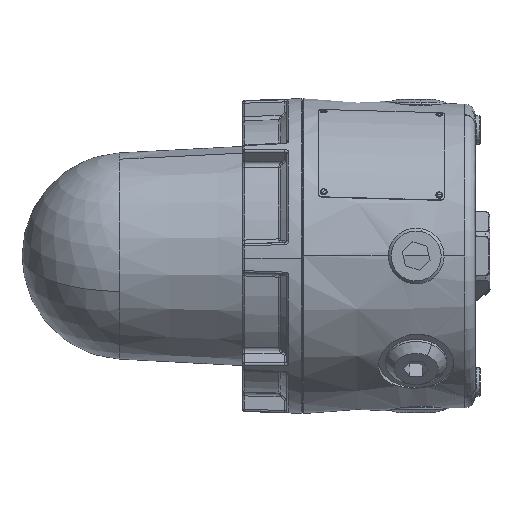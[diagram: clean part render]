
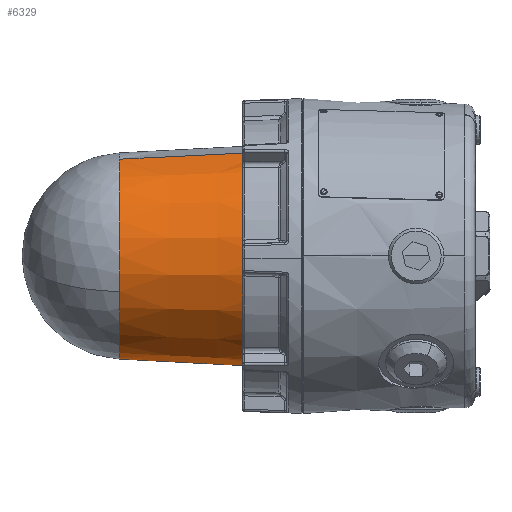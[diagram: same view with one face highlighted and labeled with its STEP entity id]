
A CAD part, left-side view. The second image highlights one B-rep face of the part: STEP entity #6329.
In plain terms, the highlighted conical face has half-angle 3 degrees and reference radius 49.061 mm.
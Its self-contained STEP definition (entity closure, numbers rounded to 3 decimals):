
#935 = EDGE_CURVE ( 'NONE', #16521, #20165, #50010, .T. ) ;
#2064 = DIRECTION ( 'NONE',  ( 0., 1., 0. ) ) ;
#3784 = DIRECTION ( 'NONE',  ( 0., 0., 1. ) ) ;
#6139 = VECTOR ( 'NONE', #46372, 1000. ) ;
#6329 = ADVANCED_FACE ( 'NONE', ( #47603 ), #10854, .T. ) ;
#8407 = DIRECTION ( 'NONE',  ( 0., 1., 0. ) ) ;
#10854 = CONICAL_SURFACE ( 'NONE', #50212, 49.061, 0.052 ) ;
#11490 = CARTESIAN_POINT ( 'NONE',  ( 0., 79.443, 49.061 ) ) ;
#11846 = CARTESIAN_POINT ( 'NONE',  ( 0., 79.443, 0. ) ) ;
#13058 = LINE ( 'NONE', #22458, #48613 ) ;
#13239 = EDGE_CURVE ( 'NONE', #20165, #30999, #13058, .T. ) ;
#13478 = ORIENTED_EDGE ( 'NONE', *, *, #935, .F. ) ;
#13824 = VERTEX_POINT ( 'NONE', #11490 ) ;
#14885 = CARTESIAN_POINT ( 'NONE',  ( 0., 79.443, -49.061 ) ) ;
#16495 = CIRCLE ( 'NONE', #45256, 49.061 ) ;
#16521 = VERTEX_POINT ( 'NONE', #28156 ) ;
#17412 = AXIS2_PLACEMENT_3D ( 'NONE', #50824, #27354, #26549 ) ;
#17776 = VERTEX_POINT ( 'NONE', #39444 ) ;
#20165 = VERTEX_POINT ( 'NONE', #14885 ) ;
#22458 = CARTESIAN_POINT ( 'NONE',  ( 0., 79.443, -49.061 ) ) ;
#23425 = CARTESIAN_POINT ( 'NONE',  ( 0., 79.443, 49.061 ) ) ;
#24073 = EDGE_CURVE ( 'NONE', #17776, #30999, #31434, .T. ) ;
#25876 = CARTESIAN_POINT ( 'NONE',  ( 0., 10., 0. ) ) ;
#26549 = DIRECTION ( 'NONE',  ( 0., 0., 1. ) ) ;
#27354 = DIRECTION ( 'NONE',  ( 0., 1., 0. ) ) ;
#27923 = ORIENTED_EDGE ( 'NONE', *, *, #13239, .F. ) ;
#28156 = CARTESIAN_POINT ( 'NONE',  ( 49.061, 79.443, 0. ) ) ;
#28592 = CARTESIAN_POINT ( 'NONE',  ( 0., 10., -52.7 ) ) ;
#30999 = VERTEX_POINT ( 'NONE', #28592 ) ;
#31317 = EDGE_CURVE ( 'NONE', #13824, #17776, #41654, .T. ) ;
#31434 = CIRCLE ( 'NONE', #32447, 52.7 ) ;
#32192 = ORIENTED_EDGE ( 'NONE', *, *, #24073, .T. ) ;
#32447 = AXIS2_PLACEMENT_3D ( 'NONE', #25876, #2064, #33803 ) ;
#33766 = EDGE_LOOP ( 'NONE', ( #38368, #40314, #32192, #27923, #13478 ) ) ;
#33803 = DIRECTION ( 'NONE',  ( 0., 0., 1. ) ) ;
#37951 = EDGE_CURVE ( 'NONE', #13824, #16521, #16495, .T. ) ;
#38368 = ORIENTED_EDGE ( 'NONE', *, *, #37951, .F. ) ;
#39444 = CARTESIAN_POINT ( 'NONE',  ( 0., 10., 52.7 ) ) ;
#40314 = ORIENTED_EDGE ( 'NONE', *, *, #31317, .T. ) ;
#41654 = LINE ( 'NONE', #23425, #6139 ) ;
#41998 = DIRECTION ( 'NONE',  ( 0., -0.999, -0.052 ) ) ;
#42332 = CARTESIAN_POINT ( 'NONE',  ( 0., 79.443, 0. ) ) ;
#43493 = DIRECTION ( 'NONE',  ( 0., 0., -1. ) ) ;
#43828 = DIRECTION ( 'NONE',  ( 0., -1., 0. ) ) ;
#45256 = AXIS2_PLACEMENT_3D ( 'NONE', #11846, #8407, #3784 ) ;
#46372 = DIRECTION ( 'NONE',  ( 0., -0.999, 0.052 ) ) ;
#47603 = FACE_OUTER_BOUND ( 'NONE', #33766, .T. ) ;
#48613 = VECTOR ( 'NONE', #41998, 1000. ) ;
#50010 = CIRCLE ( 'NONE', #17412, 49.061 ) ;
#50212 = AXIS2_PLACEMENT_3D ( 'NONE', #42332, #43828, #43493 ) ;
#50824 = CARTESIAN_POINT ( 'NONE',  ( 0., 79.443, 0. ) ) ;
